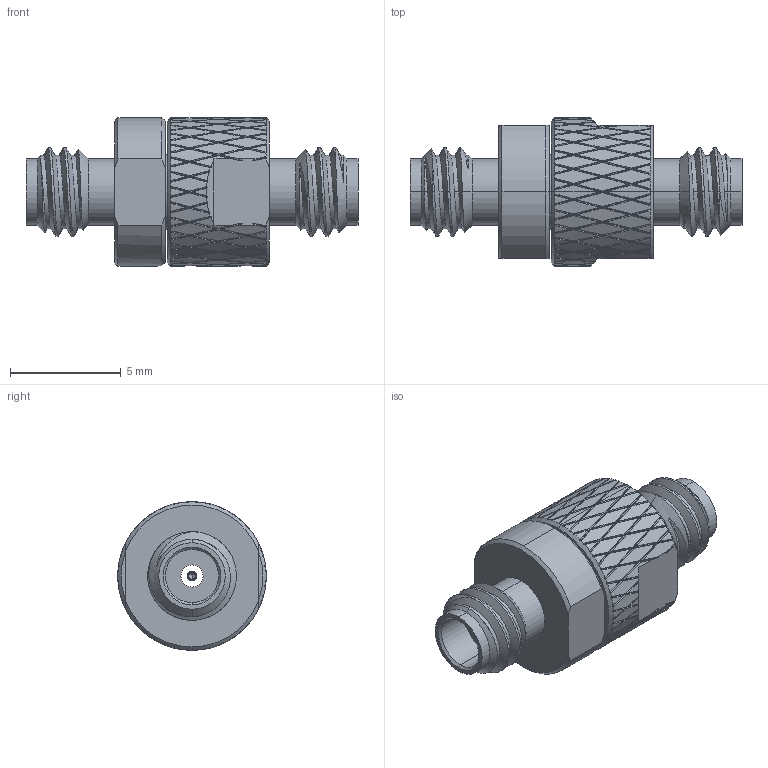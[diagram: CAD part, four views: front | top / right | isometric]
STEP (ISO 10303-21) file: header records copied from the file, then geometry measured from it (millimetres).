
FILE_DESCRIPTION (( 'STEP AP214' ), '1' );
FILE_NAME ('FMAD10020_3D.step', '2024-07-15T20:06:58', ( '' ), ( '' ), 'SwSTEP 2.0', 'SolidWorks 2022', '' );
FILE_SCHEMA (( 'AUTOMOTIVE_DESIGN' ));
Length unit declared in the file: inch
Products named in the file (4): 002-W600N-CS   1.0mm Female to Female Adaptor1^002-W600N-CS   1.0mm Female to Female Adaptor(2)_FMAD10020; 002-W600N-CS   1.0mm Female to Female Adaptor(2)^FMAD10020; 002-W600N-CS   1.0mm Female to Female Adaptor2^002-W600N-CS   1.0mm Female to Female Adaptor(2)_FMAD10020; FMAD10020_3D
Assembly tree (3 placements, depth 3):
  FMAD10020_3D
    002-W600N-CS   1.0mm Female to Female Adaptor(2)^FMAD10020
      002-W600N-CS   1.0mm Female to Female Adaptor1^002-W600N-CS   1.0mm Female to Female Adaptor(2)_FMAD10020
      002-W600N-CS   1.0mm Female to Female Adaptor2^002-W600N-CS   1.0mm Female to Female Adaptor(2)_FMAD10020
Bounding box: 14.98 x 6.7 x 6.7 mm (x, y, z)
Volume: 281.5 mm3; surface area: 453.5 mm2
Topology: 2 solids, 2 shells, 776 faces, 2069 edges, 1299 vertices
Faces by surface type: torus 416, cylinder 187, plane 136, cone 33, bspline 4
Entity records: 31462 total; most frequent: CARTESIAN_POINT 14411, ORIENTED_EDGE 4130, DIRECTION 2932, EDGE_CURVE 2065, AXIS2_PLACEMENT_3D 1402, VERTEX_POINT 1299, B_SPLINE_CURVE_WITH_KNOTS 1088, EDGE_LOOP 784
